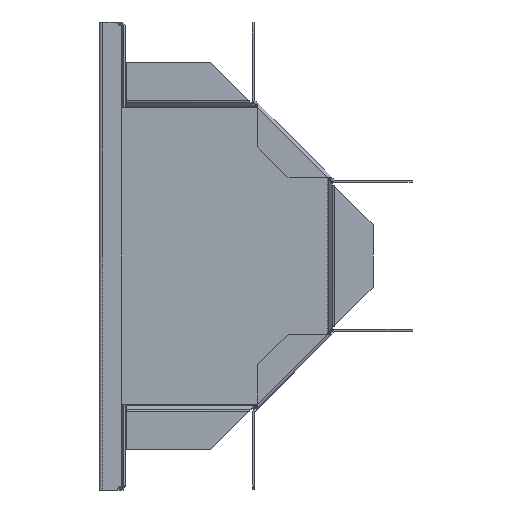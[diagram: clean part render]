
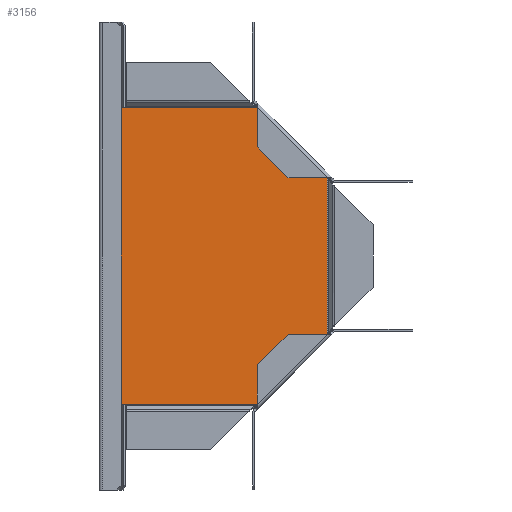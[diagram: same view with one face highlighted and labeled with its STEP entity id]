
A CAD part, front view. The second image highlights one B-rep face of the part: STEP entity #3156.
In plain terms, the highlighted planar face has unit normal (0, -1, 0).
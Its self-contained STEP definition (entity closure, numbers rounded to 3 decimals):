
#1774=CARTESIAN_POINT('',(-50.,-1.,144.));
#1928=CARTESIAN_POINT('',(95.,-1.,99.));
#2081=DIRECTION('',(-0.707,0.,0.707));
#2082=VECTOR('',#2081,63.64);
#2083=CARTESIAN_POINT('',(95.,-1.,99.));
#2084=LINE('',#2083,#2082);
#2085=DIRECTION('',(0.,0.,1.));
#2086=VECTOR('',#2085,15.);
#2087=CARTESIAN_POINT('',(95.,-1.,0.));
#2088=LINE('',#2087,#2086);
#2089=DIRECTION('',(1.,0.,0.));
#2090=VECTOR('',#2089,190.);
#2091=CARTESIAN_POINT('',(-95.,-1.,0.));
#2092=LINE('',#2091,#2090);
#2093=DIRECTION('',(0.,0.,-1.));
#2094=VECTOR('',#2093,15.);
#2095=CARTESIAN_POINT('',(-95.,-1.,15.));
#2096=LINE('',#2095,#2094);
#2097=DIRECTION('',(-0.707,0.,-0.707));
#2098=VECTOR('',#2097,63.64);
#2099=CARTESIAN_POINT('',(-50.,-1.,144.));
#2100=LINE('',#2099,#2098);
#2101=DIRECTION('',(1.,0.,0.));
#2102=VECTOR('',#2101,100.);
#2103=CARTESIAN_POINT('',(-50.,-1.,144.));
#2104=LINE('',#2103,#2102);
#2113=DIRECTION('',(0.,0.,-1.));
#2114=VECTOR('',#2113,84.);
#2115=CARTESIAN_POINT('',(95.,-1.,99.));
#2116=LINE('',#2115,#2114);
#2117=DIRECTION('',(0.,0.,1.));
#2118=VECTOR('',#2117,84.);
#2119=CARTESIAN_POINT('',(-95.,-1.,15.));
#2120=LINE('',#2119,#2118);
#2125=CARTESIAN_POINT('',(95.,-1.,0.));
#2126=CARTESIAN_POINT('',(95.,-1.,15.));
#2127=VERTEX_POINT('',#2125);
#2128=VERTEX_POINT('',#2126);
#2129=CARTESIAN_POINT('',(-95.,-1.,0.));
#2130=VERTEX_POINT('',#2129);
#2138=VERTEX_POINT('',#1774);
#2149=CARTESIAN_POINT('',(50.,-1.,144.));
#2150=VERTEX_POINT('',#2149);
#2176=CARTESIAN_POINT('',(-95.,-1.,99.));
#2178=VERTEX_POINT('',#2176);
#2183=CARTESIAN_POINT('',(-95.,-1.,15.));
#2185=VERTEX_POINT('',#2183);
#2188=VERTEX_POINT('',#1928);
#3138=CARTESIAN_POINT('',(-95.,-1.,15.));
#3139=DIRECTION('',(0.,-1.,0.));
#3140=DIRECTION('',(0.,0.,-1.));
#3141=AXIS2_PLACEMENT_3D('',#3138,#3139,#3140);
#3142=PLANE('',#3141);
#3144=ORIENTED_EDGE('',*,*,#3143,.T.);
#3145=ORIENTED_EDGE('',*,*,#2852,.F.);
#3147=ORIENTED_EDGE('',*,*,#3146,.T.);
#3148=ORIENTED_EDGE('',*,*,#3105,.F.);
#3149=ORIENTED_EDGE('',*,*,#3119,.F.);
#3150=ORIENTED_EDGE('',*,*,#3132,.F.);
#3152=ORIENTED_EDGE('',*,*,#3151,.T.);
#3153=ORIENTED_EDGE('',*,*,#2515,.F.);
#3154=EDGE_LOOP('',(#3144,#3145,#3147,#3148,#3149,#3150,#3152,#3153));
#3155=FACE_OUTER_BOUND('',#3154,.F.);
#3156=ADVANCED_FACE('',(#3155),#3142,.T.);
#2515=EDGE_CURVE('',#2138,#2178,#2100,.T.);
#2852=EDGE_CURVE('',#2188,#2150,#2084,.T.);
#3105=EDGE_CURVE('',#2127,#2128,#2088,.T.);
#3119=EDGE_CURVE('',#2130,#2127,#2092,.T.);
#3132=EDGE_CURVE('',#2185,#2130,#2096,.T.);
#3143=EDGE_CURVE('',#2138,#2150,#2104,.T.);
#3146=EDGE_CURVE('',#2188,#2128,#2116,.T.);
#3151=EDGE_CURVE('',#2185,#2178,#2120,.T.);
